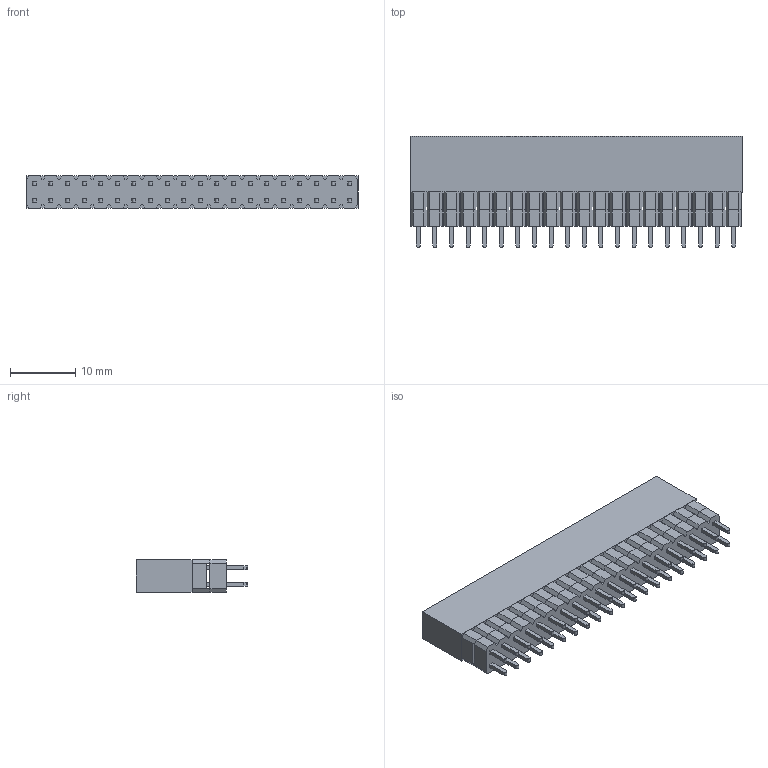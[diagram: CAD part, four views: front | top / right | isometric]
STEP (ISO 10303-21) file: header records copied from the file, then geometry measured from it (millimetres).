
FILE_DESCRIPTION (( 'STEP AP214' ), '1' );
FILE_NAME ('PRT-14017.STEP', '2024-05-30T10:55:31', ( 'LENOVO' ), ( '' ), 'SwSTEP 2.0', 'SolidWorks 2021', '' );
FILE_SCHEMA (( 'AUTOMOTIVE_DESIGN' ));
Length unit declared in the file: millimetre
Products named in the file (1): PRT-14017
Bounding box: 50.8 x 17 x 5 mm (x, y, z)
Volume: 3332.3 mm3; surface area: 3655.3 mm2
Topology: 83 solids, 83 shells, 1330 faces, 3132 edges, 2008 vertices
Faces by surface type: plane 1290, cylinder 40
Entity records: 37848 total; most frequent: CARTESIAN_POINT 6471, ORIENTED_EDGE 6264, DIRECTION 5874, EDGE_CURVE 3132, VECTOR 3052, LINE 3052, VERTEX_POINT 2008, AXIS2_PLACEMENT_3D 1411
